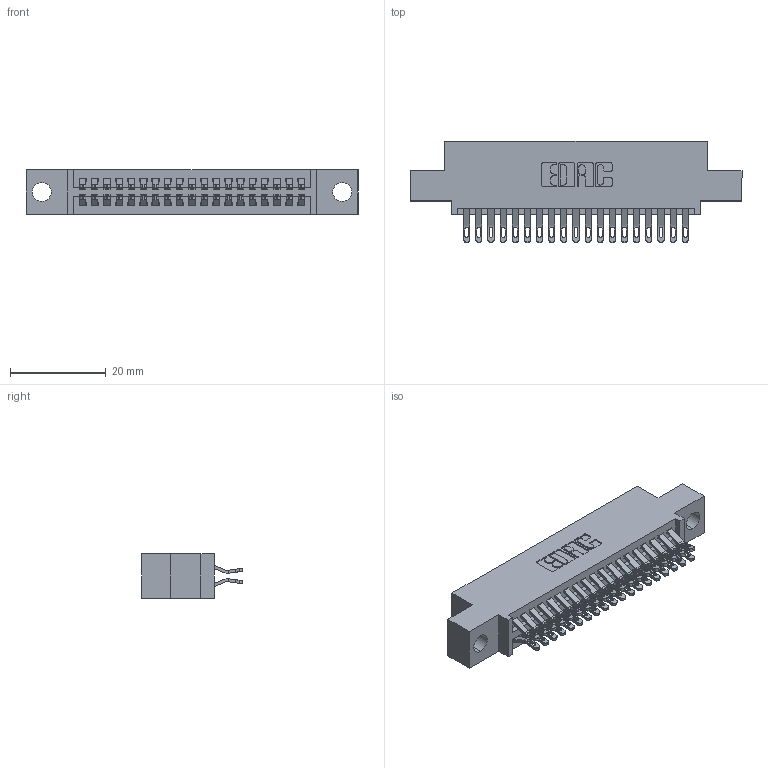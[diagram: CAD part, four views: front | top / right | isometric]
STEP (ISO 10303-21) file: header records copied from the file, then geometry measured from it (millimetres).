
FILE_DESCRIPTION (( 'STEP AP203' ), '1' );
FILE_NAME ('395-038-555-504.STEP', '2018-11-14T05:51:00', ( '' ), ( '' ), 'SwSTEP 2.0', 'SolidWorks 2016', '' );
FILE_SCHEMA (( 'CONFIG_CONTROL_DESIGN' ));
Length unit declared in the file: inch
Products named in the file (3): 345 Part_0.110 Offset - 0.156 Dia-TH; 345-292-001_555 Tail; 395-038-555-504
Assembly tree (39 placements, depth 2):
  395-038-555-504
    345 Part_0.110 Offset - 0.156 Dia-TH
    345-292-001_555 Tail  x38
Bounding box: 69.47 x 21.13 x 9.4 mm (x, y, z)
Volume: 6483.8 mm3; surface area: 9430 mm2
Topology: 39 solids, 39 shells, 2258 faces, 7079 edges, 4718 vertices
Faces by surface type: plane 1262, cylinder 996
Entity records: 18465 total; most frequent: CARTESIAN_POINT 3154, ORIENTED_EDGE 3058, DIRECTION 2777, EDGE_CURVE 1529, LINE 1301, VECTOR 1301, VERTEX_POINT 1018, AXIS2_PLACEMENT_3D 738
